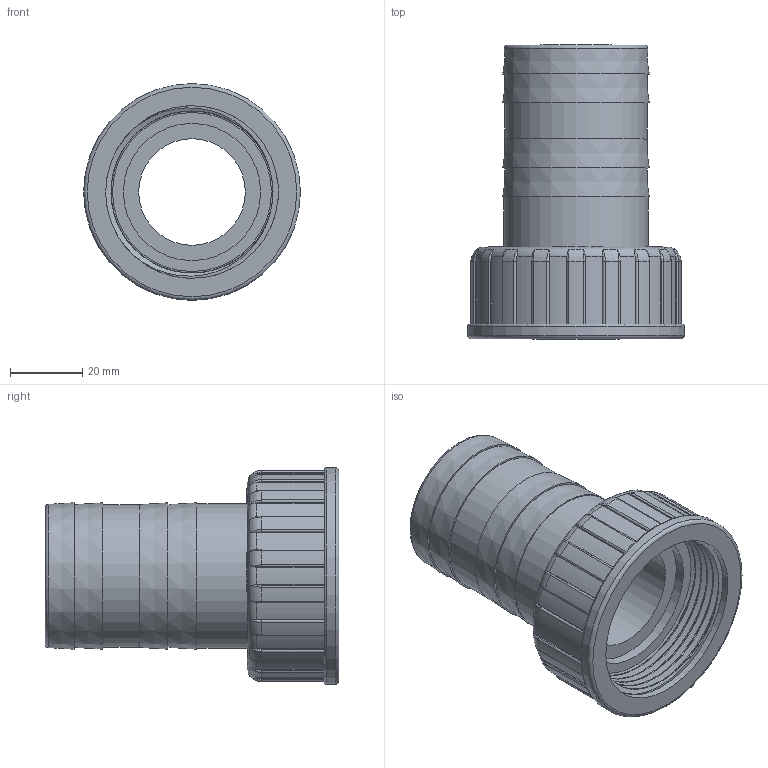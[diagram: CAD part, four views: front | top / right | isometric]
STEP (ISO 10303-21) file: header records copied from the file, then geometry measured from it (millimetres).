
FILE_DESCRIPTION(/* description */ (''),/* implementation_level */ '2;1');
FILE_NAME(/* name */ '水泵接头50X40.stp',/* time_stamp */ '2026-03-28T10:04:37+08:00',/* author */ (''),/* organization */ (''),/* preprocessor_version */ 'ST-DEVELOPER v16.7',/* originating_system */ 'SIEMENS PLM Software NX 12.0',/* authorisation */ '');
FILE_SCHEMA (('AUTOMOTIVE_DESIGN { 1 0 10303 214 3 1 1 1 }'));
Length unit declared in the file: millimetre
Products named in the file (1): Admi094C974Bl1y6
Bounding box: 60 x 81.3 x 60 mm (x, y, z)
Volume: 40121.2 mm3; surface area: 30765.5 mm2
Topology: 2 solids, 3 shells, 455 faces, 1203 edges, 788 vertices
Faces by surface type: plane 179, extrusion 112, cylinder 96, bspline 41, torus 23, cone 4
Full cylindrical faces by diameter (mm): 1.962 x1, 2.616 x1, 29.5 x1, 38 x1, 39.5 x1, 40 x1, 40.7 x1, 41.1 x1, 44 x2, 47.803 x7, 60 x1
Entity records: 19484 total; most frequent: CARTESIAN_POINT 9159, ORIENTED_EDGE 2316, DIRECTION 1690, EDGE_CURVE 1158, VERTEX_POINT 771, VECTOR 672, LINE 560, EDGE_LOOP 511
